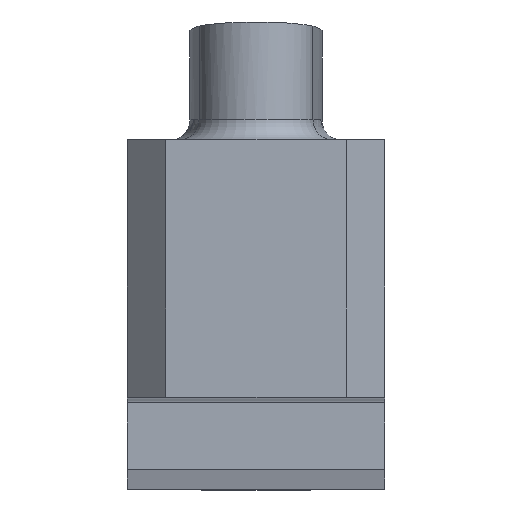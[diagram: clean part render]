
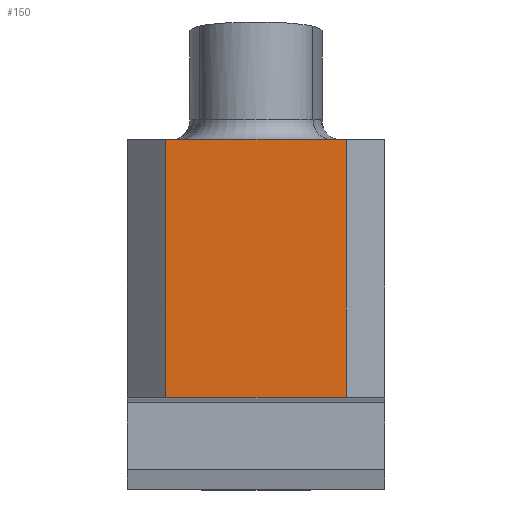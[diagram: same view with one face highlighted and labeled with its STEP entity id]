
A CAD part, top view. The second image highlights one B-rep face of the part: STEP entity #150.
In plain terms, the highlighted planar face has unit normal (0, 0, 1).
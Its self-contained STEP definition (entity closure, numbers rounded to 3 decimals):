
#150=ADVANCED_FACE('CU_BACK_SU1',(#216),#187,.F.);
#187=PLANE('',#983);
#216=FACE_OUTER_BOUND('',#255,.T.);
#255=EDGE_LOOP('',(#448,#449,#450,#451));
#448=ORIENTED_EDGE('',*,*,#731,.F.);
#449=ORIENTED_EDGE('',*,*,#732,.T.);
#450=ORIENTED_EDGE('',*,*,#733,.T.);
#451=ORIENTED_EDGE('',*,*,#734,.F.);
#636=VERTEX_POINT('',#1568);
#637=VERTEX_POINT('',#1569);
#638=VERTEX_POINT('',#1571);
#639=VERTEX_POINT('',#1573);
#731=EDGE_CURVE('',#636,#637,#811,.T.);
#732=EDGE_CURVE('',#636,#638,#812,.T.);
#733=EDGE_CURVE('',#638,#639,#813,.T.);
#734=EDGE_CURVE('',#637,#639,#814,.T.);
#811=LINE('',#1567,#872);
#812=LINE('',#1570,#873);
#813=LINE('',#1572,#874);
#814=LINE('',#1574,#875);
#872=VECTOR('',#1162,1.);
#873=VECTOR('',#1163,1.);
#874=VECTOR('',#1164,1.);
#875=VECTOR('',#1165,1.);
#983=AXIS2_PLACEMENT_3D('',#1575,#1166,#1167);
#1162=DIRECTION('',(0.,1.,0.));
#1163=DIRECTION('',(1.,0.,0.));
#1164=DIRECTION('',(0.,1.,0.));
#1165=DIRECTION('',(1.,0.,0.));
#1166=DIRECTION('',(0.,0.,-1.));
#1167=DIRECTION('',(-1.,0.,0.));
#1567=CARTESIAN_POINT('',(-16.925,0.,0.));
#1568=CARTESIAN_POINT('',(-16.925,0.,0.));
#1569=CARTESIAN_POINT('',(-16.925,19.925,0.));
#1570=CARTESIAN_POINT('',(-110.,0.,0.));
#1571=CARTESIAN_POINT('',(-3.,0.,0.));
#1572=CARTESIAN_POINT('',(-3.,0.,0.));
#1573=CARTESIAN_POINT('',(-3.,19.925,0.));
#1574=CARTESIAN_POINT('',(-110.,19.925,0.));
#1575=CARTESIAN_POINT('',(22.996,39.925,0.));
